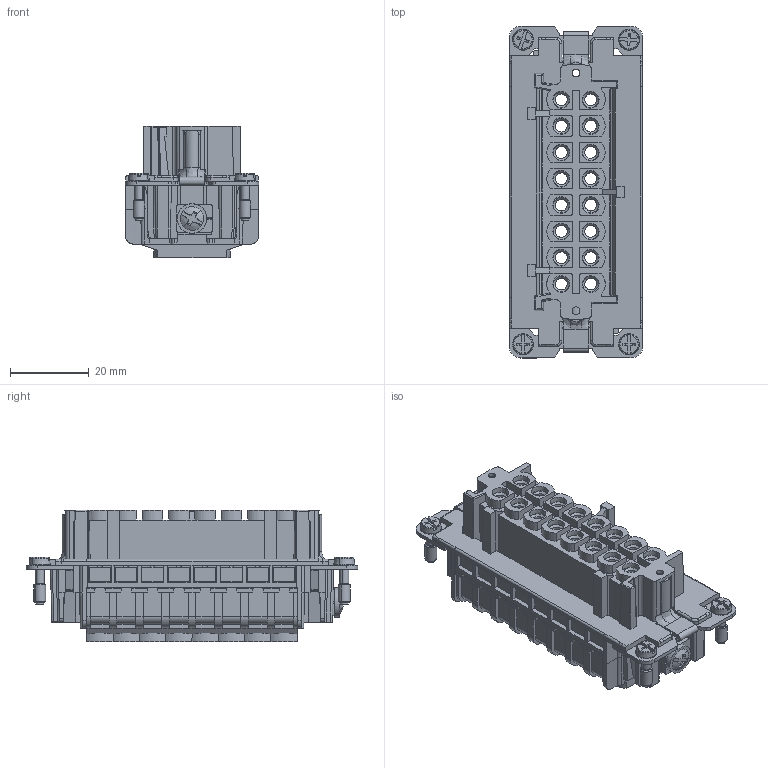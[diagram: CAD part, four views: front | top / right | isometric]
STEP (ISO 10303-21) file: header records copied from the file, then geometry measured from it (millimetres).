
FILE_DESCRIPTION(('CATIA V5 STEP Exchange','CAx-IF Rec.Pracs.--- Model Styling and Organization---1.4--- 2014-01-23'),'2;1');
FILE_NAME ('13501162_3', '2019-08-21T15:28:20+00:00', ('none'), ('Weidmueller'), 'CATIA Version 5-6 Release 2016 SP3 HF44', 'CATIA V5 STEP AP214', 'none');
FILE_SCHEMA(('AUTOMOTIVE_DESIGN { 1 0 10303 214 1 1 1 1 }'));
Products named in the file (1): 1208000000
Bounding box: 34 x 84.5 x 33.5 mm (x, y, z)
Volume: 38920.8 mm3; surface area: 31938.9 mm2
Topology: 1 solids, 1 shells, 2552 faces, 7693 edges, 5192 vertices
Faces by surface type: plane 1642, cylinder 524, cone 272, torus 54, bspline 26, sphere 16, extrusion 10, revolution 8
Entity records: 84239 total; most frequent: CARTESIAN_POINT 21131, ORIENTED_EDGE 15360, DIRECTION 9596, EDGE_CURVE 7680, VECTOR 5620, LINE 5610, VERTEX_POINT 5192, EDGE_LOOP 2681
